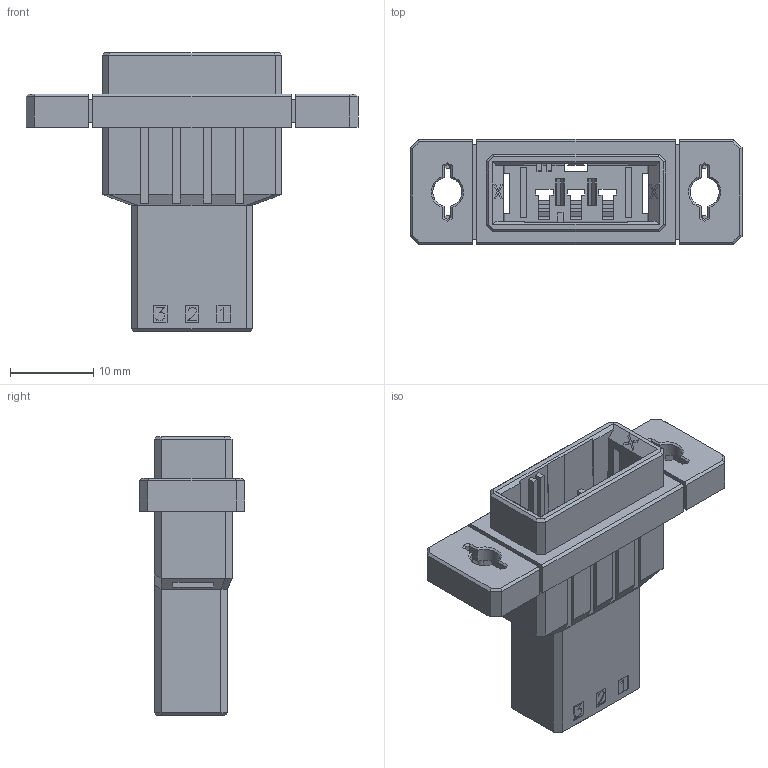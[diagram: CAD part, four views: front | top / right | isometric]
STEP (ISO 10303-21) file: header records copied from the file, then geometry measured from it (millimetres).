
FILE_DESCRIPTION( ('This file contains a STEP AP42 implementation' ,'as created by ZW3D STEP Interface translator.') ,'2;1' );
FILE_NAME( 'WD3810-1HG03B001.stp' ,'2312 6.144212', (''), ('ZWCAD Software Co.'), 'Version 1.0', 'ZW3D to STEP translator', '' );
FILE_SCHEMA(('AUTOMOTIVE_DESIGN { 1 0 10303 214 1 1 1 1 }'));
Length unit declared in the file: millimetre
Products named in the file (2): 0; WD3810-1HG03B001
Bounding box: 40 x 12.7 x 33.6 mm (x, y, z)
Volume: 3475.3 mm3; surface area: 5894.2 mm2
Topology: 1 solids, 1 shells, 788 faces, 2222 edges, 1496 vertices
Faces by surface type: plane 737, cylinder 39, bspline 12
Entity records: 26984 total; most frequent: CARTESIAN_POINT 5912, ORIENTED_EDGE 4364, DIRECTION 3812, EDGE_CURVE 2182, VECTOR 2112, LINE 2112, VERTEX_POINT 1416, AXIS2_PLACEMENT_3D 850
